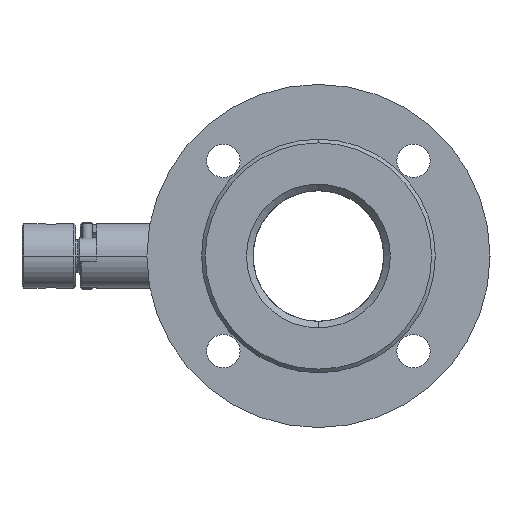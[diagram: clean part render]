
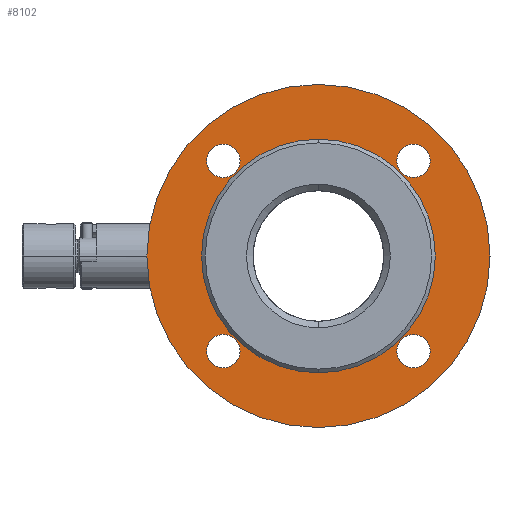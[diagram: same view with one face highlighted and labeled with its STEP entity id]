
A CAD part, left-side view. The second image highlights one B-rep face of the part: STEP entity #8102.
In plain terms, the highlighted planar face has unit normal (-1, 0, 0).
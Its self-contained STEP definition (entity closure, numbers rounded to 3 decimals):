
#7683 = VERTEX_POINT ( 'NONE', #19137 ) ;
#8006 = VERTEX_POINT ( 'NONE', #21936 ) ;
#8008 = EDGE_CURVE ( 'NONE', #8006, #8009, #21893, .T. ) ;
#8009 = VERTEX_POINT ( 'NONE', #21953 ) ;
#8012 = VERTEX_POINT ( 'NONE', #21942 ) ;
#8014 = EDGE_CURVE ( 'NONE', #8012, #7683, #21899, .T. ) ;
#8067 = VERTEX_POINT ( 'NONE', #22084 ) ;
#8069 = EDGE_CURVE ( 'NONE', #8070, #8067, #22083, .T. ) ;
#8070 = VERTEX_POINT ( 'NONE', #22078 ) ;
#8076 = EDGE_CURVE ( 'NONE', #8077, #8150, #22187, .T. ) ;
#8077 = VERTEX_POINT ( 'NONE', #22188 ) ;
#8101 = EDGE_CURVE ( 'NONE', #8204, #8470, #22159, .T. ) ;
#8102 = ADVANCED_FACE ( 'NONE', ( #22150, #22149, #22148, #22147, #22146, #22145 ), #22237, .F. ) ;
#8103 = EDGE_LOOP ( 'NONE', ( #8117, #8118 ) ) ;
#8104 = VERTEX_POINT ( 'NONE', #22308 ) ;
#8106 = EDGE_CURVE ( 'NONE', #8104, #8107, #22194, .T. ) ;
#8107 = VERTEX_POINT ( 'NONE', #22190 ) ;
#8117 = ORIENTED_EDGE ( 'NONE', *, *, #8471, .F. ) ;
#8118 = ORIENTED_EDGE ( 'NONE', *, *, #8106, .F. ) ;
#8119 = EDGE_LOOP ( 'NONE', ( #8120, #8121 ) ) ;
#8120 = ORIENTED_EDGE ( 'NONE', *, *, #8101, .F. ) ;
#8121 = ORIENTED_EDGE ( 'NONE', *, *, #8203, .F. ) ;
#8122 = EDGE_LOOP ( 'NONE', ( #8123, #8125 ) ) ;
#8123 = ORIENTED_EDGE ( 'NONE', *, *, #8124, .F. ) ;
#8124 = EDGE_CURVE ( 'NONE', #7683, #8012, #22277, .T. ) ;
#8125 = ORIENTED_EDGE ( 'NONE', *, *, #8014, .F. ) ;
#8150 = VERTEX_POINT ( 'NONE', #22471 ) ;
#8175 = EDGE_LOOP ( 'NONE', ( #8219, #8221 ) ) ;
#8203 = EDGE_CURVE ( 'NONE', #8470, #8204, #22619, .T. ) ;
#8204 = VERTEX_POINT ( 'NONE', #22614 ) ;
#8219 = ORIENTED_EDGE ( 'NONE', *, *, #8220, .F. ) ;
#8220 = EDGE_CURVE ( 'NONE', #8009, #8006, #22565, .T. ) ;
#8221 = ORIENTED_EDGE ( 'NONE', *, *, #8008, .F. ) ;
#8222 = EDGE_LOOP ( 'NONE', ( #8223, #8224 ) ) ;
#8223 = ORIENTED_EDGE ( 'NONE', *, *, #8076, .F. ) ;
#8224 = ORIENTED_EDGE ( 'NONE', *, *, #8474, .F. ) ;
#8470 = VERTEX_POINT ( 'NONE', #23480 ) ;
#8471 = EDGE_CURVE ( 'NONE', #8107, #8104, #23547, .T. ) ;
#8474 = EDGE_CURVE ( 'NONE', #8150, #8077, #23441, .T. ) ;
#8475 = EDGE_LOOP ( 'NONE', ( #8476, #8477 ) ) ;
#8476 = ORIENTED_EDGE ( 'NONE', *, *, #8069, .T. ) ;
#8477 = ORIENTED_EDGE ( 'NONE', *, *, #8478, .T. ) ;
#8478 = EDGE_CURVE ( 'NONE', #8067, #8070, #23437, .T. ) ;
#19137 = CARTESIAN_POINT ( 'NONE',  ( -133.033, -51.266, 42.266 ) ) ;
#21890 = DIRECTION ( 'NONE',  ( -1., 0., 0. ) ) ;
#21891 = CARTESIAN_POINT ( 'NONE',  ( -133.033, 51.265, 51.265 ) ) ;
#21892 = AXIS2_PLACEMENT_3D ( 'NONE', #21891, #21890, #21954 ) ;
#21893 = CIRCLE ( 'NONE', #21892, 9. ) ;
#21896 = DIRECTION ( 'NONE',  ( -1., 0., 0. ) ) ;
#21897 = CARTESIAN_POINT ( 'NONE',  ( -133.033, -51.266, 51.266 ) ) ;
#21898 = AXIS2_PLACEMENT_3D ( 'NONE', #21897, #21896, #21911 ) ;
#21899 = CIRCLE ( 'NONE', #21898, 9. ) ;
#21911 = DIRECTION ( 'NONE',  ( 0., 0., -1. ) ) ;
#21936 = CARTESIAN_POINT ( 'NONE',  ( -133.033, 51.265, 60.265 ) ) ;
#21942 = CARTESIAN_POINT ( 'NONE',  ( -133.033, -51.266, 60.266 ) ) ;
#21953 = CARTESIAN_POINT ( 'NONE',  ( -133.033, 51.265, 42.265 ) ) ;
#21954 = DIRECTION ( 'NONE',  ( 0., 0., -1. ) ) ;
#22078 = CARTESIAN_POINT ( 'NONE',  ( -133.033, 0., 63. ) ) ;
#22079 = DIRECTION ( 'NONE',  ( 0., 0., 1. ) ) ;
#22080 = DIRECTION ( 'NONE',  ( 1., 0., 0. ) ) ;
#22081 = CARTESIAN_POINT ( 'NONE',  ( -133.033, 0., 0. ) ) ;
#22082 = AXIS2_PLACEMENT_3D ( 'NONE', #22081, #22080, #22079 ) ;
#22083 = CIRCLE ( 'NONE', #22082, 63. ) ;
#22084 = CARTESIAN_POINT ( 'NONE',  ( -133.033, 0., -63. ) ) ;
#22138 = DIRECTION ( 'NONE',  ( 0., 0., 1. ) ) ;
#22139 = DIRECTION ( 'NONE',  ( 1., 0., 0. ) ) ;
#22140 = CARTESIAN_POINT ( 'NONE',  ( -133.033, 0., 0. ) ) ;
#22145 = FACE_BOUND ( 'NONE', #8475, .T. ) ;
#22146 = FACE_OUTER_BOUND ( 'NONE', #8222, .T. ) ;
#22147 = FACE_BOUND ( 'NONE', #8175, .T. ) ;
#22148 = FACE_BOUND ( 'NONE', #8122, .T. ) ;
#22149 = FACE_BOUND ( 'NONE', #8119, .T. ) ;
#22150 = FACE_BOUND ( 'NONE', #8103, .T. ) ;
#22151 = DIRECTION ( 'NONE',  ( 0., 0., -1. ) ) ;
#22156 = DIRECTION ( 'NONE',  ( -1., 0., 0. ) ) ;
#22157 = CARTESIAN_POINT ( 'NONE',  ( -133.033, -51.267, -51.265 ) ) ;
#22158 = AXIS2_PLACEMENT_3D ( 'NONE', #22157, #22156, #22151 ) ;
#22159 = CIRCLE ( 'NONE', #22158, 9. ) ;
#22187 = CIRCLE ( 'NONE', #22306, 92.5 ) ;
#22188 = CARTESIAN_POINT ( 'NONE',  ( -133.033, 0., 92.5 ) ) ;
#22190 = CARTESIAN_POINT ( 'NONE',  ( -133.033, 51.264, -60.266 ) ) ;
#22191 = DIRECTION ( 'NONE',  ( 0., 0., -1. ) ) ;
#22192 = DIRECTION ( 'NONE',  ( -1., 0., 0. ) ) ;
#22193 = AXIS2_PLACEMENT_3D ( 'NONE', #22307, #22192, #22191 ) ;
#22194 = CIRCLE ( 'NONE', #22193, 9. ) ;
#22236 = CARTESIAN_POINT ( 'NONE',  ( -133.033, 63., 0. ) ) ;
#22237 = PLANE ( 'NONE',  #22311 ) ;
#22275 = CARTESIAN_POINT ( 'NONE',  ( -133.033, -51.266, 51.266 ) ) ;
#22276 = AXIS2_PLACEMENT_3D ( 'NONE', #22275, #22305, #22304 ) ;
#22277 = CIRCLE ( 'NONE', #22276, 9. ) ;
#22304 = DIRECTION ( 'NONE',  ( 0., 0., -1. ) ) ;
#22305 = DIRECTION ( 'NONE',  ( -1., 0., 0. ) ) ;
#22306 = AXIS2_PLACEMENT_3D ( 'NONE', #22140, #22139, #22138 ) ;
#22307 = CARTESIAN_POINT ( 'NONE',  ( -133.033, 51.264, -51.266 ) ) ;
#22308 = CARTESIAN_POINT ( 'NONE',  ( -133.033, 51.264, -42.266 ) ) ;
#22309 = DIRECTION ( 'NONE',  ( 0., 0., 1. ) ) ;
#22310 = DIRECTION ( 'NONE',  ( 1., 0., 0. ) ) ;
#22311 = AXIS2_PLACEMENT_3D ( 'NONE', #22236, #22310, #22309 ) ;
#22471 = CARTESIAN_POINT ( 'NONE',  ( -133.033, 0., -92.5 ) ) ;
#22563 = CARTESIAN_POINT ( 'NONE',  ( -133.033, 51.265, 51.265 ) ) ;
#22564 = AXIS2_PLACEMENT_3D ( 'NONE', #22563, #22603, #22602 ) ;
#22565 = CIRCLE ( 'NONE', #22564, 9. ) ;
#22602 = DIRECTION ( 'NONE',  ( 0., 0., -1. ) ) ;
#22603 = DIRECTION ( 'NONE',  ( -1., 0., 0. ) ) ;
#22614 = CARTESIAN_POINT ( 'NONE',  ( -133.033, -51.267, -60.265 ) ) ;
#22615 = DIRECTION ( 'NONE',  ( 0., 0., -1. ) ) ;
#22616 = DIRECTION ( 'NONE',  ( -1., 0., 0. ) ) ;
#22617 = CARTESIAN_POINT ( 'NONE',  ( -133.033, -51.267, -51.265 ) ) ;
#22618 = AXIS2_PLACEMENT_3D ( 'NONE', #22617, #22616, #22615 ) ;
#22619 = CIRCLE ( 'NONE', #22618, 9. ) ;
#23433 = DIRECTION ( 'NONE',  ( 0., 0., 1. ) ) ;
#23434 = DIRECTION ( 'NONE',  ( 1., 0., 0. ) ) ;
#23435 = CARTESIAN_POINT ( 'NONE',  ( -133.033, 0., 0. ) ) ;
#23436 = AXIS2_PLACEMENT_3D ( 'NONE', #23435, #23434, #23433 ) ;
#23437 = CIRCLE ( 'NONE', #23436, 63. ) ;
#23438 = DIRECTION ( 'NONE',  ( 0., 0., 1. ) ) ;
#23439 = DIRECTION ( 'NONE',  ( 1., 0., 0. ) ) ;
#23440 = AXIS2_PLACEMENT_3D ( 'NONE', #23446, #23439, #23438 ) ;
#23441 = CIRCLE ( 'NONE', #23440, 92.5 ) ;
#23446 = CARTESIAN_POINT ( 'NONE',  ( -133.033, 0., 0. ) ) ;
#23480 = CARTESIAN_POINT ( 'NONE',  ( -133.033, -51.267, -42.265 ) ) ;
#23543 = DIRECTION ( 'NONE',  ( 0., 0., -1. ) ) ;
#23544 = DIRECTION ( 'NONE',  ( -1., 0., 0. ) ) ;
#23545 = CARTESIAN_POINT ( 'NONE',  ( -133.033, 51.264, -51.266 ) ) ;
#23546 = AXIS2_PLACEMENT_3D ( 'NONE', #23545, #23544, #23543 ) ;
#23547 = CIRCLE ( 'NONE', #23546, 9. ) ;
